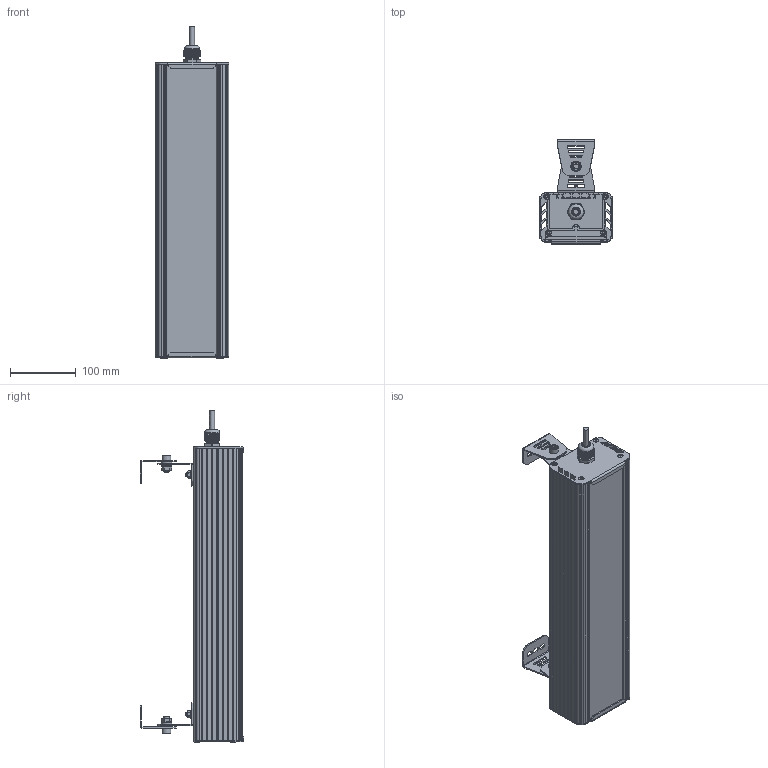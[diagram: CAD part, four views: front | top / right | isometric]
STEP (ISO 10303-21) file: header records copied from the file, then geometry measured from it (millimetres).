
FILE_DESCRIPTION(('STEP AP214'), '1');
FILE_NAME('001.0070.13.000 - ÃÑÏ-Ïðèìà-60', '2023-09-25T05:52:52', ('Ëóêîíèí Å Ï'), ('ÎÊÁ Ñâîé Ñòèëü'), 'C3D Converter', 'C3D Toolkit', '');
FILE_SCHEMA(('AUTOMOTIVE_DESIGN { 1 0 10303 214 3 1 1}'));
Length unit declared in the file: millimetre
Products named in the file (32): 001.0070.13.000; 001.0065.01.000
Assembly tree (58 placements, depth 4):
  001.0070.13.000
    (unnamed)
      (unnamed)
      (unnamed)
      (unnamed)  x4
      (unnamed)
      (unnamed)  x4
      (unnamed)
      (unnamed)
      (unnamed)
      (unnamed)  x6
        (unnamed)
        (unnamed)
        (unnamed)
        (unnamed)
        (unnamed)
        (unnamed)
        (unnamed)
        (unnamed)
        (unnamed)
      (unnamed)
        (unnamed)
    001.0065.01.000  x2
      (unnamed)
      (unnamed)
      (unnamed)
      (unnamed)
      (unnamed)
      (unnamed)
      (unnamed)
      (unnamed)
      (unnamed)
Bounding box: 112.19 x 158.42 x 506 mm (x, y, z)
Volume: 884993.7 mm3; surface area: 766378.9 mm2
Topology: 240 solids, 240 shells, 3488 faces, 8829 edges, 5917 vertices
Faces by surface type: plane 2155, cylinder 1101, cone 166, bspline 37, sphere 18, torus 11
Full cylindrical faces by diameter (mm): 1 x18, 2 x12, 2.5 x24, 2.8 x150, 3.2 x18, 3.5 x30, 4 x8, 6 x4, 6.375 x2, 8 x12, 8.5 x8, 12 x3, 12.5 x1, 13.333 x2, 16 x5, 18.5 x3, 20 x1, 23.5 x1
Entity records: 119797 total; most frequent: CARTESIAN_POINT 49898, DIRECTION 9574, ORIENTED_EDGE 9256, EDGE_CURVE 4628, COLOUR_RGB 3910, PRESENTATION_STYLE_ASSIGNMENT 3910, AXIS2_PLACEMENT_3D 3442, VERTEX_POINT 3162
